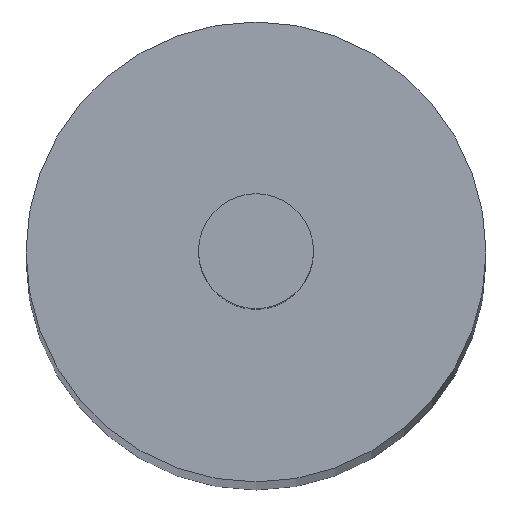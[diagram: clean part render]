
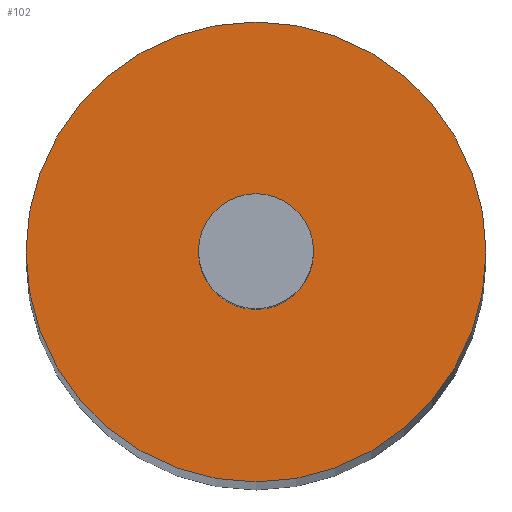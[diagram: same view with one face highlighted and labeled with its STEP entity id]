
A CAD part, top view. The second image highlights one B-rep face of the part: STEP entity #102.
In plain terms, the highlighted planar face has unit normal (0, 0, 1).
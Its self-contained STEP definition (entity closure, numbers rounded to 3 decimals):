
#2 = CARTESIAN_POINT ( 'NONE',  ( 10., 0., 100. ) ) ;
#4 = AXIS2_PLACEMENT_3D ( 'NONE', #210, #277, #48 ) ;
#15 = VERTEX_POINT ( 'NONE', #56 ) ;
#17 = CARTESIAN_POINT ( 'NONE',  ( 2.5, 0., 100. ) ) ;
#18 = DIRECTION ( 'NONE',  ( -1., 0., 0. ) ) ;
#24 = EDGE_LOOP ( 'NONE', ( #142, #242 ) ) ;
#48 = DIRECTION ( 'NONE',  ( -1., 0., 0. ) ) ;
#52 = AXIS2_PLACEMENT_3D ( 'NONE', #178, #64, #18 ) ;
#56 = CARTESIAN_POINT ( 'NONE',  ( -10., 0., 100. ) ) ;
#59 = DIRECTION ( 'NONE',  ( 0., 0., -1. ) ) ;
#64 = DIRECTION ( 'NONE',  ( 0., 0., -1. ) ) ;
#86 = CIRCLE ( 'NONE', #159, 2.5 ) ;
#96 = DIRECTION ( 'NONE',  ( 0., 0., -1. ) ) ;
#102 = ADVANCED_FACE ( 'NONE', ( #146, #170 ), #155, .T. ) ;
#111 = ORIENTED_EDGE ( 'NONE', *, *, #113, .T. ) ;
#113 = EDGE_CURVE ( 'NONE', #215, #136, #226, .T. ) ;
#116 = CIRCLE ( 'NONE', #4, 10. ) ;
#117 = CARTESIAN_POINT ( 'NONE',  ( -2.5, 0., 100. ) ) ;
#121 = EDGE_CURVE ( 'NONE', #221, #15, #240, .T. ) ;
#133 = DIRECTION ( 'NONE',  ( 1., 0., 0. ) ) ;
#134 = CARTESIAN_POINT ( 'NONE',  ( -2.5, 0., 100. ) ) ;
#136 = VERTEX_POINT ( 'NONE', #17 ) ;
#138 = CARTESIAN_POINT ( 'NONE',  ( 0., 0., 100. ) ) ;
#142 = ORIENTED_EDGE ( 'NONE', *, *, #292, .F. ) ;
#146 = FACE_BOUND ( 'NONE', #192, .T. ) ;
#155 = PLANE ( 'NONE',  #202 ) ;
#158 = CARTESIAN_POINT ( 'NONE',  ( 0., 0., 100. ) ) ;
#159 = AXIS2_PLACEMENT_3D ( 'NONE', #138, #96, #188 ) ;
#170 = FACE_OUTER_BOUND ( 'NONE', #24, .T. ) ;
#178 = CARTESIAN_POINT ( 'NONE',  ( 0., 0., 100. ) ) ;
#188 = DIRECTION ( 'NONE',  ( -1., 0., 0. ) ) ;
#192 = EDGE_LOOP ( 'NONE', ( #111, #281 ) ) ;
#196 = EDGE_CURVE ( 'NONE', #136, #215, #86, .T. ) ;
#202 = AXIS2_PLACEMENT_3D ( 'NONE', #134, #204, #133 ) ;
#204 = DIRECTION ( 'NONE',  ( 0., 0., 1. ) ) ;
#210 = CARTESIAN_POINT ( 'NONE',  ( 0., 0., 100. ) ) ;
#215 = VERTEX_POINT ( 'NONE', #117 ) ;
#221 = VERTEX_POINT ( 'NONE', #2 ) ;
#226 = CIRCLE ( 'NONE', #229, 2.5 ) ;
#229 = AXIS2_PLACEMENT_3D ( 'NONE', #158, #59, #295 ) ;
#240 = CIRCLE ( 'NONE', #52, 10. ) ;
#242 = ORIENTED_EDGE ( 'NONE', *, *, #121, .F. ) ;
#277 = DIRECTION ( 'NONE',  ( 0., 0., -1. ) ) ;
#281 = ORIENTED_EDGE ( 'NONE', *, *, #196, .T. ) ;
#292 = EDGE_CURVE ( 'NONE', #15, #221, #116, .T. ) ;
#295 = DIRECTION ( 'NONE',  ( -1., 0., 0. ) ) ;
